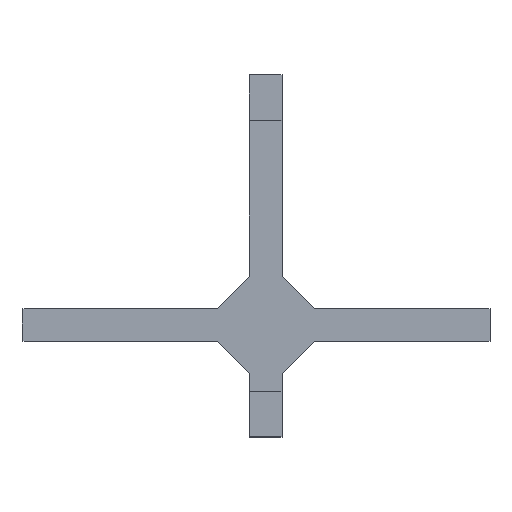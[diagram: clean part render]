
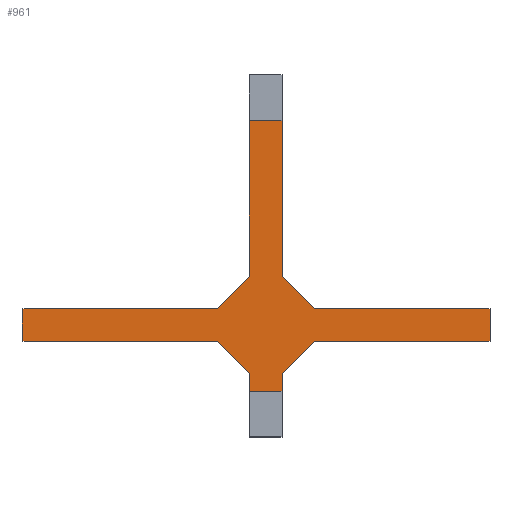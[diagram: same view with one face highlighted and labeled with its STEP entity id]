
A CAD part, top view. The second image highlights one B-rep face of the part: STEP entity #961.
In plain terms, the highlighted planar face has unit normal (0, 0, 1).
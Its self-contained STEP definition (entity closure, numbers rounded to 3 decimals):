
#63=FACE_OUTER_BOUND('',#117,.T.);
#117=EDGE_LOOP('',(#795,#796,#797,#798,#799,#800,#801,#802,#803,#804,#805,
#806,#807,#808,#809,#810));
#133=LINE('',#1265,#265);
#137=LINE('',#1272,#269);
#142=LINE('',#1284,#274);
#146=LINE('',#1292,#278);
#155=LINE('',#1311,#287);
#159=LINE('',#1318,#291);
#164=LINE('',#1330,#296);
#168=LINE('',#1338,#300);
#232=LINE('',#1464,#364);
#233=LINE('',#1467,#365);
#238=LINE('',#1476,#370);
#244=LINE('',#1487,#376);
#245=LINE('',#1489,#377);
#246=LINE('',#1491,#378);
#247=LINE('',#1493,#379);
#248=LINE('',#1494,#380);
#265=VECTOR('',#1037,10.);
#269=VECTOR('',#1043,10.);
#274=VECTOR('',#1050,10.);
#278=VECTOR('',#1056,10.);
#287=VECTOR('',#1067,10.);
#291=VECTOR('',#1073,10.);
#296=VECTOR('',#1080,10.);
#300=VECTOR('',#1086,10.);
#364=VECTOR('',#1200,10.);
#365=VECTOR('',#1203,10.);
#370=VECTOR('',#1210,10.);
#376=VECTOR('',#1218,10.);
#377=VECTOR('',#1221,10.);
#378=VECTOR('',#1222,10.);
#379=VECTOR('',#1223,10.);
#380=VECTOR('',#1224,10.);
#397=VERTEX_POINT('',#1262);
#398=VERTEX_POINT('',#1264);
#400=VERTEX_POINT('',#1270);
#405=VERTEX_POINT('',#1282);
#406=VERTEX_POINT('',#1283);
#409=VERTEX_POINT('',#1291);
#417=VERTEX_POINT('',#1308);
#418=VERTEX_POINT('',#1310);
#420=VERTEX_POINT('',#1316);
#425=VERTEX_POINT('',#1328);
#426=VERTEX_POINT('',#1329);
#429=VERTEX_POINT('',#1337);
#467=VERTEX_POINT('',#1466);
#474=VERTEX_POINT('',#1485);
#475=VERTEX_POINT('',#1490);
#476=VERTEX_POINT('',#1492);
#485=EDGE_CURVE('',#397,#398,#133,.T.);
#489=EDGE_CURVE('',#397,#400,#137,.T.);
#494=EDGE_CURVE('',#405,#406,#142,.T.);
#498=EDGE_CURVE('',#406,#409,#146,.T.);
#507=EDGE_CURVE('',#417,#418,#155,.T.);
#511=EDGE_CURVE('',#417,#420,#159,.T.);
#516=EDGE_CURVE('',#425,#426,#164,.T.);
#520=EDGE_CURVE('',#426,#429,#168,.T.);
#584=EDGE_CURVE('',#429,#400,#232,.T.);
#585=EDGE_CURVE('',#398,#467,#233,.T.);
#590=EDGE_CURVE('',#409,#420,#238,.T.);
#596=EDGE_CURVE('',#474,#405,#244,.T.);
#597=EDGE_CURVE('',#474,#467,#245,.T.);
#598=EDGE_CURVE('',#475,#425,#246,.T.);
#599=EDGE_CURVE('',#476,#475,#247,.T.);
#600=EDGE_CURVE('',#418,#476,#248,.T.);
#795=ORIENTED_EDGE('',*,*,#596,.F.);
#796=ORIENTED_EDGE('',*,*,#597,.T.);
#797=ORIENTED_EDGE('',*,*,#585,.F.);
#798=ORIENTED_EDGE('',*,*,#485,.F.);
#799=ORIENTED_EDGE('',*,*,#489,.T.);
#800=ORIENTED_EDGE('',*,*,#584,.F.);
#801=ORIENTED_EDGE('',*,*,#520,.F.);
#802=ORIENTED_EDGE('',*,*,#516,.F.);
#803=ORIENTED_EDGE('',*,*,#598,.F.);
#804=ORIENTED_EDGE('',*,*,#599,.F.);
#805=ORIENTED_EDGE('',*,*,#600,.F.);
#806=ORIENTED_EDGE('',*,*,#507,.F.);
#807=ORIENTED_EDGE('',*,*,#511,.T.);
#808=ORIENTED_EDGE('',*,*,#590,.F.);
#809=ORIENTED_EDGE('',*,*,#498,.F.);
#810=ORIENTED_EDGE('',*,*,#494,.F.);
#915=PLANE('',#1021);
#961=ADVANCED_FACE('',(#63),#915,.T.);
#1021=AXIS2_PLACEMENT_3D('',#1488,#1219,#1220);
#1037=DIRECTION('',(0.707,0.707,0.));
#1043=DIRECTION('',(-1.,0.,0.));
#1050=DIRECTION('',(0.707,-0.707,0.));
#1056=DIRECTION('',(1.,0.,0.));
#1067=DIRECTION('',(-0.707,-0.707,0.));
#1073=DIRECTION('',(1.,0.,0.));
#1080=DIRECTION('',(-0.707,0.707,0.));
#1086=DIRECTION('',(-1.,0.,0.));
#1200=DIRECTION('',(0.,1.,0.));
#1203=DIRECTION('',(0.,1.,0.));
#1210=DIRECTION('',(0.,-1.,0.));
#1218=DIRECTION('',(0.,-1.,0.));
#1219=DIRECTION('center_axis',(0.,0.,1.));
#1220=DIRECTION('ref_axis',(0.,1.,0.));
#1221=DIRECTION('',(-1.,0.,0.));
#1222=DIRECTION('',(0.,1.,0.));
#1223=DIRECTION('',(-1.,0.,0.));
#1224=DIRECTION('',(0.,-1.,0.));
#1262=CARTESIAN_POINT('',(7.34,-11.458,-12.757));
#1264=CARTESIAN_POINT('',(12.34,-6.458,-12.757));
#1265=CARTESIAN_POINT('',(7.903,-10.896,-12.757));
#1270=CARTESIAN_POINT('',(-22.66,-11.458,-12.757));
#1272=CARTESIAN_POINT('',(12.34,-11.458,-12.757));
#1282=CARTESIAN_POINT('',(17.34,-6.458,-12.757));
#1283=CARTESIAN_POINT('',(22.34,-11.458,-12.757));
#1284=CARTESIAN_POINT('',(23.028,-12.146,-12.757));
#1291=CARTESIAN_POINT('',(49.34,-11.458,-12.757));
#1292=CARTESIAN_POINT('',(17.34,-11.458,-12.757));
#1308=CARTESIAN_POINT('',(22.34,-16.458,-12.757));
#1310=CARTESIAN_POINT('',(17.34,-21.458,-12.757));
#1311=CARTESIAN_POINT('',(17.903,-20.896,-12.757));
#1316=CARTESIAN_POINT('',(49.34,-16.458,-12.757));
#1318=CARTESIAN_POINT('',(17.34,-16.458,-12.757));
#1328=CARTESIAN_POINT('',(12.34,-21.458,-12.757));
#1329=CARTESIAN_POINT('',(7.34,-16.458,-12.757));
#1330=CARTESIAN_POINT('',(13.028,-22.146,-12.757));
#1337=CARTESIAN_POINT('',(-22.66,-16.458,-12.757));
#1338=CARTESIAN_POINT('',(12.34,-16.458,-12.757));
#1464=CARTESIAN_POINT('',(-22.66,-12.708,-12.757));
#1466=CARTESIAN_POINT('',(12.34,17.494,-12.757));
#1467=CARTESIAN_POINT('',(12.34,7.068,-12.757));
#1476=CARTESIAN_POINT('',(49.34,-12.708,-12.757));
#1485=CARTESIAN_POINT('',(17.34,17.494,-12.757));
#1487=CARTESIAN_POINT('',(17.34,7.068,-12.757));
#1488=CARTESIAN_POINT('Origin',(17.34,-24.208,-12.757));
#1489=CARTESIAN_POINT('',(17.34,17.494,-12.757));
#1490=CARTESIAN_POINT('',(12.34,-24.208,-12.757));
#1491=CARTESIAN_POINT('',(12.34,7.068,-12.757));
#1492=CARTESIAN_POINT('',(17.34,-24.208,-12.757));
#1493=CARTESIAN_POINT('',(17.34,-24.208,-12.757));
#1494=CARTESIAN_POINT('',(17.34,7.068,-12.757));
